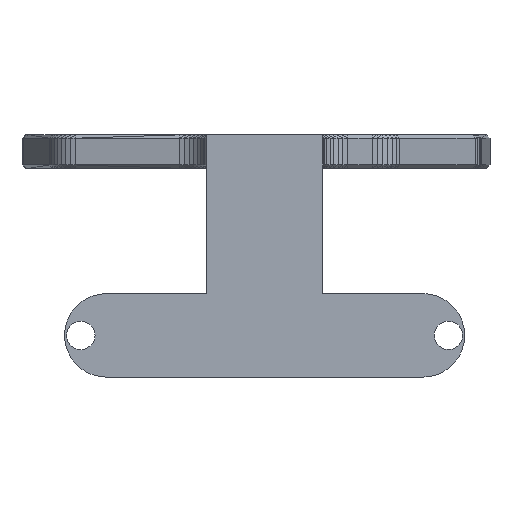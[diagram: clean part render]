
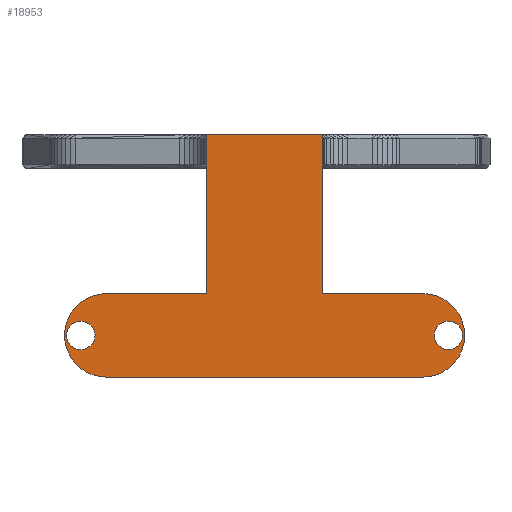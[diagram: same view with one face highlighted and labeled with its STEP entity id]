
A CAD part, front view. The second image highlights one B-rep face of the part: STEP entity #18953.
In plain terms, the highlighted planar face has unit normal (0, -1, 0).
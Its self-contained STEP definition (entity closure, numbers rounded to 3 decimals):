
#19=FACE_BOUND('',#1465,.T.);
#20=FACE_BOUND('',#1466,.T.);
#39=FACE_OUTER_BOUND('',#1464,.T.);
#1464=EDGE_LOOP('',(#12182,#12183,#12184,#12185,#12186,#12187,#12188,#12189));
#1465=EDGE_LOOP('',(#12190));
#1466=EDGE_LOOP('',(#12191));
#2909=CIRCLE('',#20381,5.);
#2910=CIRCLE('',#20382,5.);
#2911=CIRCLE('',#20383,1.7);
#2912=CIRCLE('',#20384,1.7);
#2917=LINE('',#27352,#5584);
#2918=LINE('',#27356,#5585);
#2919=LINE('',#27358,#5586);
#2920=LINE('',#27360,#5587);
#2921=LINE('',#27362,#5588);
#2922=LINE('',#27364,#5589);
#5584=VECTOR('',#21817,10.);
#5585=VECTOR('',#21820,10.);
#5586=VECTOR('',#21821,10.);
#5587=VECTOR('',#21822,10.);
#5588=VECTOR('',#21823,10.);
#5589=VECTOR('',#21824,10.);
#8251=VERTEX_POINT('',#27350);
#8252=VERTEX_POINT('',#27351);
#8253=VERTEX_POINT('',#27353);
#8254=VERTEX_POINT('',#27355);
#8255=VERTEX_POINT('',#27357);
#8256=VERTEX_POINT('',#27359);
#8257=VERTEX_POINT('',#27361);
#8258=VERTEX_POINT('',#27363);
#8259=VERTEX_POINT('',#27366);
#8260=VERTEX_POINT('',#27368);
#9507=EDGE_CURVE('',#8251,#8252,#2917,.T.);
#9508=EDGE_CURVE('',#8253,#8252,#2909,.T.);
#9509=EDGE_CURVE('',#8253,#8254,#2918,.T.);
#9510=EDGE_CURVE('',#8254,#8255,#2919,.T.);
#9511=EDGE_CURVE('',#8256,#8255,#2920,.T.);
#9512=EDGE_CURVE('',#8256,#8257,#2921,.T.);
#9513=EDGE_CURVE('',#8258,#8257,#2922,.T.);
#9514=EDGE_CURVE('',#8251,#8258,#2910,.T.);
#9515=EDGE_CURVE('',#8259,#8259,#2911,.T.);
#9516=EDGE_CURVE('',#8260,#8260,#2912,.T.);
#12182=ORIENTED_EDGE('',*,*,#9507,.T.);
#12183=ORIENTED_EDGE('',*,*,#9508,.F.);
#12184=ORIENTED_EDGE('',*,*,#9509,.T.);
#12185=ORIENTED_EDGE('',*,*,#9510,.T.);
#12186=ORIENTED_EDGE('',*,*,#9511,.F.);
#12187=ORIENTED_EDGE('',*,*,#9512,.T.);
#12188=ORIENTED_EDGE('',*,*,#9513,.F.);
#12189=ORIENTED_EDGE('',*,*,#9514,.F.);
#12190=ORIENTED_EDGE('',*,*,#9515,.T.);
#12191=ORIENTED_EDGE('',*,*,#9516,.T.);
#17532=PLANE('',#20380);
#18953=ADVANCED_FACE('',(#39,#19,#20),#17532,.T.);
#20380=AXIS2_PLACEMENT_3D('',#27349,#21815,#21816);
#20381=AXIS2_PLACEMENT_3D('',#27354,#21818,#21819);
#20382=AXIS2_PLACEMENT_3D('',#27365,#21825,#21826);
#20383=AXIS2_PLACEMENT_3D('',#27367,#21827,#21828);
#20384=AXIS2_PLACEMENT_3D('',#27369,#21829,#21830);
#21815=DIRECTION('center_axis',(0.,-1.,0.));
#21816=DIRECTION('ref_axis',(-1.,0.,0.));
#21817=DIRECTION('',(1.,0.,0.));
#21818=DIRECTION('center_axis',(0.,1.,0.));
#21819=DIRECTION('ref_axis',(0.707,0.,0.707));
#21820=DIRECTION('',(-1.,0.,0.));
#21821=DIRECTION('',(0.,0.,1.));
#21822=DIRECTION('',(1.,0.,0.));
#21823=DIRECTION('',(0.,0.,-1.));
#21824=DIRECTION('',(1.,0.,0.));
#21825=DIRECTION('center_axis',(0.,1.,0.));
#21826=DIRECTION('ref_axis',(-0.707,0.,0.707));
#21827=DIRECTION('center_axis',(0.,1.,0.));
#21828=DIRECTION('ref_axis',(1.,0.,0.));
#21829=DIRECTION('center_axis',(0.,1.,0.));
#21830=DIRECTION('ref_axis',(1.,0.,0.));
#27349=CARTESIAN_POINT('Origin',(145.59,19.238,0.));
#27350=CARTESIAN_POINT('',(120.09,19.238,-25.));
#27351=CARTESIAN_POINT('',(157.99,19.238,-25.));
#27352=CARTESIAN_POINT('',(145.99,19.238,-25.));
#27353=CARTESIAN_POINT('',(157.99,19.238,-15.));
#27354=CARTESIAN_POINT('Origin',(157.99,19.238,-20.));
#27355=CARTESIAN_POINT('',(145.99,19.238,-15.));
#27356=CARTESIAN_POINT('',(162.99,19.238,-15.));
#27357=CARTESIAN_POINT('',(145.99,19.238,4.));
#27358=CARTESIAN_POINT('',(145.99,19.238,-5.25));
#27359=CARTESIAN_POINT('',(132.09,19.238,4.));
#27360=CARTESIAN_POINT('',(141.8,19.238,4.));
#27361=CARTESIAN_POINT('',(132.09,19.238,-15.));
#27362=CARTESIAN_POINT('',(132.09,19.238,-1.5));
#27363=CARTESIAN_POINT('',(120.09,19.238,-15.));
#27364=CARTESIAN_POINT('',(115.09,19.238,-15.));
#27365=CARTESIAN_POINT('Origin',(120.09,19.238,-20.));
#27366=CARTESIAN_POINT('',(115.34,19.238,-20.));
#27367=CARTESIAN_POINT('Origin',(117.04,19.238,-20.));
#27368=CARTESIAN_POINT('',(159.34,19.238,-20.));
#27369=CARTESIAN_POINT('Origin',(161.04,19.238,-20.));
